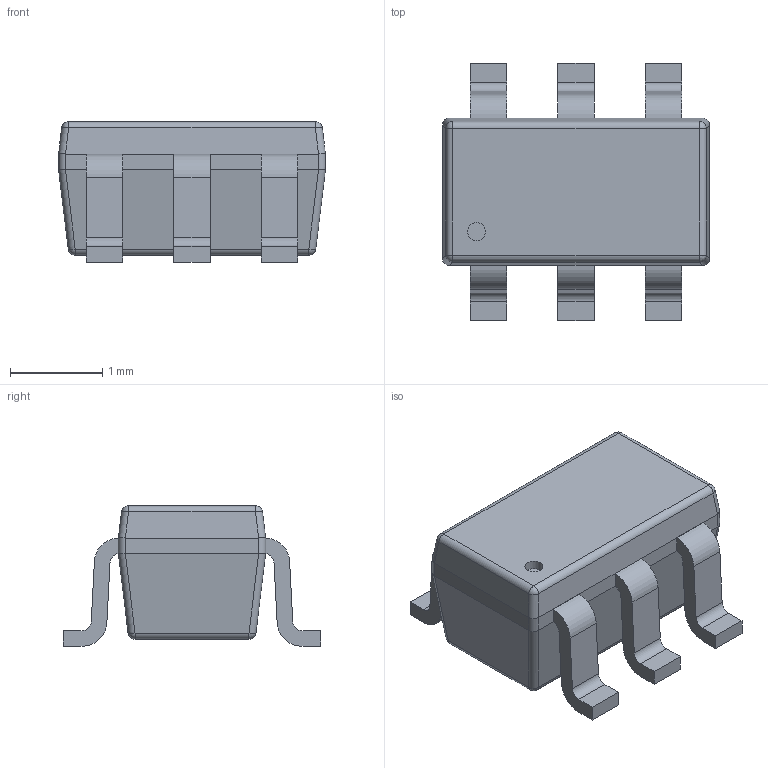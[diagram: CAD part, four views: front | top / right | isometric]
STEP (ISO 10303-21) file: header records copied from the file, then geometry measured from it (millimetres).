
FILE_DESCRIPTION( ( '' ), ' ' );
FILE_NAME( '5b4343171a9bd10cb8b98336.step', '2018-07-09T11:12:23', ( '' ), ( '' ), ' ', ' ', ' ' );
FILE_SCHEMA( ( 'AUTOMOTIVE_DESIGN { 1 0 10303 214 1 1 1 1 }' ) );
Length unit declared in the file: metre
Products named in the file (7): Open CASCADE STEP translator 6.8 7; Open CASCADE STEP translator 6.8 6; Open CASCADE STEP translator 6.8 5; Open CASCADE STEP translator 6.8 4; Open CASCADE STEP translator 6.8 3; Open CASCADE STEP translator 6.8 2; Open CASCADE STEP translator 6.8 1
Bounding box: 2.9 x 2.8 x 1.52 mm (x, y, z)
Volume: 6.8 mm3; surface area: 30.5 mm2
Topology: 7 solids, 7 shells, 116 faces, 279 edges, 178 vertices
Faces by surface type: plane 63, cylinder 45, sphere 8
Full cylindrical faces by diameter (mm): 0.195 x1
Entity records: 5742 total; most frequent: DIRECTION 606, CARTESIAN_POINT 579, ORIENTED_EDGE 556, STYLED_ITEM 394, PRESENTATION_STYLE_ASSIGNMENT 394, COLOUR_RGB 394, EDGE_CURVE 278, CURVE_STYLE 278
